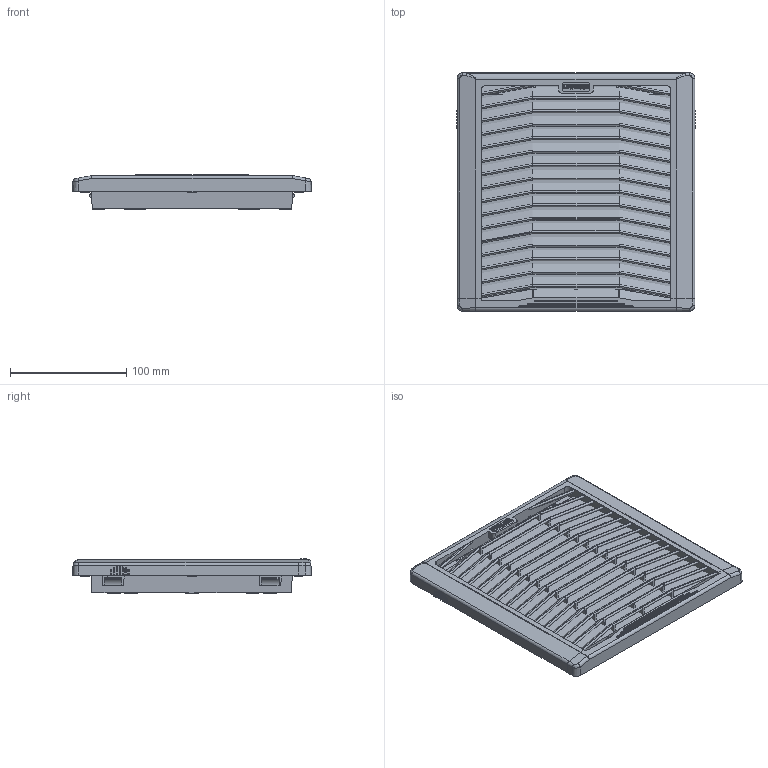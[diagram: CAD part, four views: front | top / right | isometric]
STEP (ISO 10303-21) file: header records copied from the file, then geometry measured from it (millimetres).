
FILE_DESCRIPTION(/* description */ (''),/* implementation_level */ '2;1');
FILE_NAME(/* name */ 'KIPVENT-300.01.300 Выпускная решётка в сборе.stp',/* time_stamp */ '2021-07-21T18:37:24+07:00',/* author */ ('YURY_'),/* organization */ (''),/* preprocessor_version */ 'ST-DEVELOPER v17.2',/* originating_system */ 'Autodesk Inventor 2019',/* authorisation */ '');
FILE_SCHEMA (('AUTOMOTIVE_DESIGN { 1 0 10303 214 3 1 1 }'));
Products named in the file (5): KIPVENT-300.01.300 Выпускная решётка 
в сборе; KIPVENT-300.01.300 Корпус; KIPVENT-300.01.300 Крышка; KIPVENT-300.01.300 Заглушка; KIPVENT-300.01.300 Фильтр
Assembly tree (4 placements, depth 2):
  KIPVENT-300.01.300 Выпускная решётка 
в сборе
    KIPVENT-300.01.300 Корпус
    KIPVENT-300.01.300 Крышка
    KIPVENT-300.01.300 Заглушка
    KIPVENT-300.01.300 Фильтр
Bounding box: 205.6 x 205.1 x 30 mm (x, y, z)
Volume: 704614.5 mm3; surface area: 297812 mm2
Topology: 4 solids, 4 shells, 3631 faces, 9648 edges, 6019 vertices
Faces by surface type: plane 1946, cylinder 713, bspline 617, cone 143, torus 134, sphere 78
Full cylindrical faces by diameter (mm): 3 x4, 3.242 x18
Entity records: 121329 total; most frequent: CARTESIAN_POINT 32625, ORIENTED_EDGE 19286, DIRECTION 17068, EDGE_CURVE 9643, LINE 6348, VECTOR 6348, VERTEX_POINT 6019, AXIS2_PLACEMENT_3D 5360
